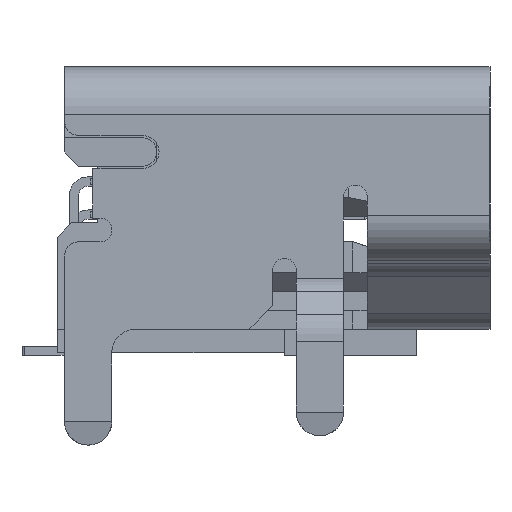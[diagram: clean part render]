
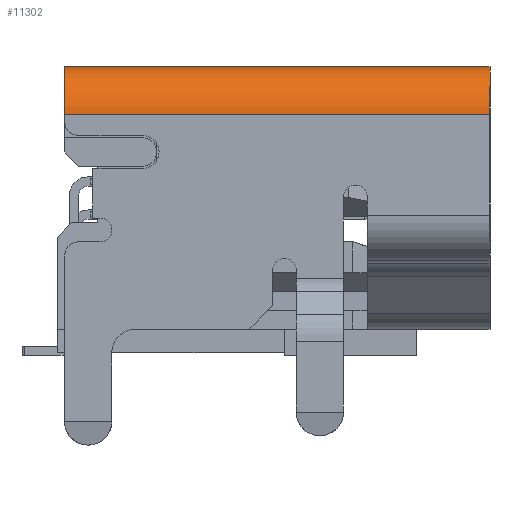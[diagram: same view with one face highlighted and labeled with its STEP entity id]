
A CAD part, left-side view. The second image highlights one B-rep face of the part: STEP entity #11302.
In plain terms, the highlighted cylindrical face has radius 1 mm (diameter 2 mm), a partial arc.
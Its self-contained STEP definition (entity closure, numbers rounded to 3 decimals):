
#199 = AXIS2_PLACEMENT_3D ( 'NONE', #11428, #11318, #24344 ) ;
#349 = CARTESIAN_POINT ( 'NONE',  ( 13.5, 2.775, 8.3 ) ) ;
#1262 = EDGE_CURVE ( 'NONE', #16487, #20185, #10133, .T. ) ;
#1539 = VERTEX_POINT ( 'NONE', #349 ) ;
#1831 = LINE ( 'NONE', #13334, #14836 ) ;
#4221 = EDGE_CURVE ( 'NONE', #16487, #1539, #1831, .T. ) ;
#9864 = FACE_OUTER_BOUND ( 'NONE', #14623, .T. ) ;
#10133 = CIRCLE ( 'NONE', #10757, 1. ) ;
#10757 = AXIS2_PLACEMENT_3D ( 'NONE', #12187, #14798, #27817 ) ;
#11302 = ADVANCED_FACE ( 'NONE', ( #9864 ), #28883, .T. ) ;
#11318 = DIRECTION ( 'NONE',  ( 0., 0., 1. ) ) ;
#11343 = ORIENTED_EDGE ( 'NONE', *, *, #20707, .F. ) ;
#11428 = CARTESIAN_POINT ( 'NONE',  ( 13.5, 1.775, -0.7 ) ) ;
#11819 = DIRECTION ( 'NONE',  ( 0., 0., 1. ) ) ;
#12187 = CARTESIAN_POINT ( 'NONE',  ( 13.5, 1.775, -0.7 ) ) ;
#12493 = CARTESIAN_POINT ( 'NONE',  ( 12.5, 1.775, 8.3 ) ) ;
#12942 = ORIENTED_EDGE ( 'NONE', *, *, #18727, .T. ) ;
#13334 = CARTESIAN_POINT ( 'NONE',  ( 13.5, 2.775, -0.7 ) ) ;
#14155 = DIRECTION ( 'NONE',  ( 0., 0., 1. ) ) ;
#14623 = EDGE_LOOP ( 'NONE', ( #12942, #11343, #27720, #18836 ) ) ;
#14798 = DIRECTION ( 'NONE',  ( 0., 0., 1. ) ) ;
#14836 = VECTOR ( 'NONE', #14155, 1000. ) ;
#15341 = CARTESIAN_POINT ( 'NONE',  ( 13.5, 2.775, -0.7 ) ) ;
#16487 = VERTEX_POINT ( 'NONE', #15341 ) ;
#17469 = VERTEX_POINT ( 'NONE', #12493 ) ;
#18727 = EDGE_CURVE ( 'NONE', #20185, #17469, #28949, .T. ) ;
#18836 = ORIENTED_EDGE ( 'NONE', *, *, #1262, .T. ) ;
#20185 = VERTEX_POINT ( 'NONE', #23464 ) ;
#20249 = CARTESIAN_POINT ( 'NONE',  ( 13.5, 1.775, 8.3 ) ) ;
#20707 = EDGE_CURVE ( 'NONE', #1539, #17469, #28012, .T. ) ;
#22072 = VECTOR ( 'NONE', #11819, 1000. ) ;
#22991 = DIRECTION ( 'NONE',  ( 0., 0., 1. ) ) ;
#23464 = CARTESIAN_POINT ( 'NONE',  ( 12.5, 1.775, -0.7 ) ) ;
#24344 = DIRECTION ( 'NONE',  ( 1., 0., 0. ) ) ;
#24419 = CARTESIAN_POINT ( 'NONE',  ( 12.5, 1.775, -0.7 ) ) ;
#27720 = ORIENTED_EDGE ( 'NONE', *, *, #4221, .F. ) ;
#27817 = DIRECTION ( 'NONE',  ( -1., 0., 0. ) ) ;
#28012 = CIRCLE ( 'NONE', #29137, 1. ) ;
#28883 = CYLINDRICAL_SURFACE ( 'NONE', #199, 1. ) ;
#28949 = LINE ( 'NONE', #24419, #22072 ) ;
#29137 = AXIS2_PLACEMENT_3D ( 'NONE', #20249, #22991, #32920 ) ;
#32920 = DIRECTION ( 'NONE',  ( -1., 0., 0. ) ) ;
